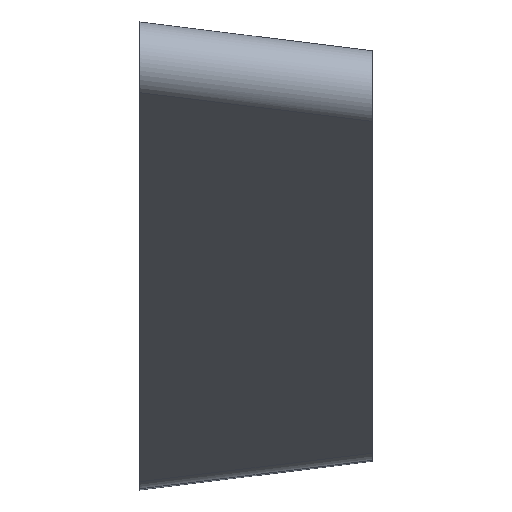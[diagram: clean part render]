
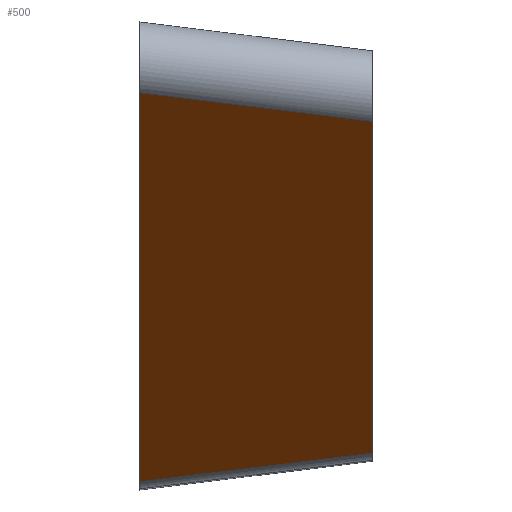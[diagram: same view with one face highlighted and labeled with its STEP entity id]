
A CAD part, top view. The second image highlights one B-rep face of the part: STEP entity #500.
In plain terms, the highlighted planar face has unit normal (0.122, -0.813, 0.569).
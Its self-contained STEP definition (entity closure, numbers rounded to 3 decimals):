
#90=CARTESIAN_POINT('',(0.,8.076,28.131));
#107=DIRECTION('',(0.,-0.574,-0.819));
#108=VECTOR('',#107,13.829);
#109=CARTESIAN_POINT('',(0.,8.076,28.131));
#110=LINE('',#109,#108);
#117=CARTESIAN_POINT('',(0.,0.144,16.803));
#166=DIRECTION('',(-0.992,-0.122,0.038));
#167=VECTOR('',#166,4.799);
#168=CARTESIAN_POINT('',(4.76,0.728,16.618));
#169=LINE('',#168,#167);
#173=DIRECTION('',(-0.926,0.114,0.361));
#174=VECTOR('',#173,5.142);
#175=CARTESIAN_POINT('',(4.76,7.491,26.277));
#176=LINE('',#175,#174);
#180=DIRECTION('',(0.,0.574,0.819));
#181=VECTOR('',#180,11.791);
#182=CARTESIAN_POINT('',(4.76,0.728,16.618));
#183=LINE('',#182,#181);
#252=CARTESIAN_POINT('',(4.76,7.491,26.277));
#393=VERTEX_POINT('',#117);
#394=CARTESIAN_POINT('',(4.76,0.728,16.618));
#395=VERTEX_POINT('',#394);
#397=VERTEX_POINT('',#90);
#401=VERTEX_POINT('',#252);
#487=CARTESIAN_POINT('',(0.,0.,16.598));
#488=DIRECTION('',(0.122,-0.813,0.569));
#489=DIRECTION('',(0.,-0.574,-0.819));
#490=AXIS2_PLACEMENT_3D('',#487,#488,#489);
#491=PLANE('',#490);
#492=ORIENTED_EDGE('',*,*,#479,.T.);
#493=ORIENTED_EDGE('',*,*,#422,.F.);
#495=ORIENTED_EDGE('',*,*,#494,.F.);
#497=ORIENTED_EDGE('',*,*,#496,.F.);
#498=EDGE_LOOP('',(#492,#493,#495,#497));
#499=FACE_OUTER_BOUND('',#498,.F.);
#422=EDGE_CURVE('',#397,#393,#110,.T.);
#479=EDGE_CURVE('',#395,#393,#169,.T.);
#494=EDGE_CURVE('',#401,#397,#176,.T.);
#496=EDGE_CURVE('',#395,#401,#183,.T.);
#500=ADVANCED_FACE('',(#499),#491,.T.);
